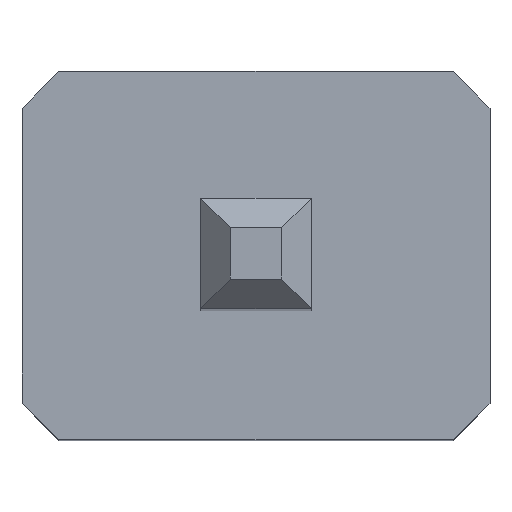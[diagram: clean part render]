
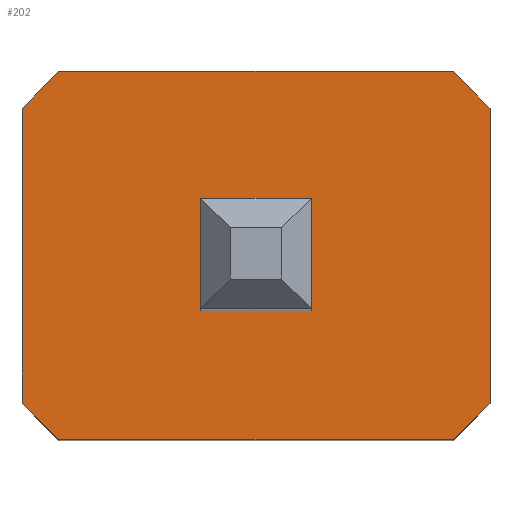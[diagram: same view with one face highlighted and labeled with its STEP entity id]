
A CAD part, top view. The second image highlights one B-rep face of the part: STEP entity #202.
In plain terms, the highlighted planar face has unit normal (0, 0, 1).
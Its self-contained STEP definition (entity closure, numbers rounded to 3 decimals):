
#32 = VERTEX_POINT('',#33);
#33 = CARTESIAN_POINT('',(-0.635,0.4,1.));
#39 = EDGE_CURVE('',#32,#40,#42,.T.);
#40 = VERTEX_POINT('',#41);
#41 = CARTESIAN_POINT('',(-0.635,-0.4,1.));
#42 = LINE('',#43,#44);
#43 = CARTESIAN_POINT('',(-0.635,0.5,1.));
#44 = VECTOR('',#45,1.);
#45 = DIRECTION('',(0.,-1.,0.));
#160 = EDGE_CURVE('',#32,#161,#163,.T.);
#161 = VERTEX_POINT('',#162);
#162 = CARTESIAN_POINT('',(-0.535,0.5,1.));
#163 = LINE('',#164,#165);
#164 = CARTESIAN_POINT('',(-0.551,0.484,1.));
#165 = VECTOR('',#166,1.);
#166 = DIRECTION('',(0.707,0.707,0.));
#184 = EDGE_CURVE('',#40,#185,#187,.T.);
#185 = VERTEX_POINT('',#186);
#186 = CARTESIAN_POINT('',(-0.535,-0.5,1.));
#187 = LINE('',#188,#189);
#188 = CARTESIAN_POINT('',(-0.551,-0.484,1.));
#189 = VECTOR('',#190,1.);
#190 = DIRECTION('',(0.707,-0.707,0.));
#202 = ADVANCED_FACE('',(#203,#246),#280,.T.);
#203 = FACE_BOUND('',#204,.T.);
#204 = EDGE_LOOP('',(#205,#206,#207,#215,#223,#231,#239,#245));
#205 = ORIENTED_EDGE('',*,*,#39,.T.);
#206 = ORIENTED_EDGE('',*,*,#184,.T.);
#207 = ORIENTED_EDGE('',*,*,#208,.T.);
#208 = EDGE_CURVE('',#185,#209,#211,.T.);
#209 = VERTEX_POINT('',#210);
#210 = CARTESIAN_POINT('',(0.535,-0.5,1.));
#211 = LINE('',#212,#213);
#212 = CARTESIAN_POINT('',(-0.635,-0.5,1.));
#213 = VECTOR('',#214,1.);
#214 = DIRECTION('',(1.,0.,0.));
#215 = ORIENTED_EDGE('',*,*,#216,.T.);
#216 = EDGE_CURVE('',#209,#217,#219,.T.);
#217 = VERTEX_POINT('',#218);
#218 = CARTESIAN_POINT('',(0.635,-0.4,1.));
#219 = LINE('',#220,#221);
#220 = CARTESIAN_POINT('',(0.551,-0.484,1.));
#221 = VECTOR('',#222,1.);
#222 = DIRECTION('',(0.707,0.707,0.));
#223 = ORIENTED_EDGE('',*,*,#224,.T.);
#224 = EDGE_CURVE('',#217,#225,#227,.T.);
#225 = VERTEX_POINT('',#226);
#226 = CARTESIAN_POINT('',(0.635,0.4,1.));
#227 = LINE('',#228,#229);
#228 = CARTESIAN_POINT('',(0.635,-0.5,1.));
#229 = VECTOR('',#230,1.);
#230 = DIRECTION('',(0.,1.,0.));
#231 = ORIENTED_EDGE('',*,*,#232,.T.);
#232 = EDGE_CURVE('',#225,#233,#235,.T.);
#233 = VERTEX_POINT('',#234);
#234 = CARTESIAN_POINT('',(0.535,0.5,1.));
#235 = LINE('',#236,#237);
#236 = CARTESIAN_POINT('',(0.551,0.484,1.));
#237 = VECTOR('',#238,1.);
#238 = DIRECTION('',(-0.707,0.707,0.));
#239 = ORIENTED_EDGE('',*,*,#240,.T.);
#240 = EDGE_CURVE('',#233,#161,#241,.T.);
#241 = LINE('',#242,#243);
#242 = CARTESIAN_POINT('',(0.635,0.5,1.));
#243 = VECTOR('',#244,1.);
#244 = DIRECTION('',(-1.,0.,0.));
#245 = ORIENTED_EDGE('',*,*,#160,.F.);
#246 = FACE_BOUND('',#247,.T.);
#247 = EDGE_LOOP('',(#248,#258,#266,#274));
#248 = ORIENTED_EDGE('',*,*,#249,.T.);
#249 = EDGE_CURVE('',#250,#252,#254,.T.);
#250 = VERTEX_POINT('',#251);
#251 = CARTESIAN_POINT('',(0.15,-0.15,1.));
#252 = VERTEX_POINT('',#253);
#253 = CARTESIAN_POINT('',(-0.15,-0.15,1.));
#254 = LINE('',#255,#256);
#255 = CARTESIAN_POINT('',(-0.075,-0.15,1.));
#256 = VECTOR('',#257,1.);
#257 = DIRECTION('',(-1.,0.,0.));
#258 = ORIENTED_EDGE('',*,*,#259,.T.);
#259 = EDGE_CURVE('',#252,#260,#262,.T.);
#260 = VERTEX_POINT('',#261);
#261 = CARTESIAN_POINT('',(-0.15,0.15,1.));
#262 = LINE('',#263,#264);
#263 = CARTESIAN_POINT('',(-0.15,0.075,1.));
#264 = VECTOR('',#265,1.);
#265 = DIRECTION('',(0.,1.,0.));
#266 = ORIENTED_EDGE('',*,*,#267,.T.);
#267 = EDGE_CURVE('',#260,#268,#270,.T.);
#268 = VERTEX_POINT('',#269);
#269 = CARTESIAN_POINT('',(0.15,0.15,1.));
#270 = LINE('',#271,#272);
#271 = CARTESIAN_POINT('',(0.075,0.15,1.));
#272 = VECTOR('',#273,1.);
#273 = DIRECTION('',(1.,0.,0.));
#274 = ORIENTED_EDGE('',*,*,#275,.T.);
#275 = EDGE_CURVE('',#268,#250,#276,.T.);
#276 = LINE('',#277,#278);
#277 = CARTESIAN_POINT('',(0.15,-0.075,1.));
#278 = VECTOR('',#279,1.);
#279 = DIRECTION('',(0.,-1.,0.));
#280 = PLANE('',#281);
#281 = AXIS2_PLACEMENT_3D('',#282,#283,#284);
#282 = CARTESIAN_POINT('',(0.,0.,1.));
#283 = DIRECTION('',(0.,0.,1.));
#284 = DIRECTION('',(0.,-1.,0.));
